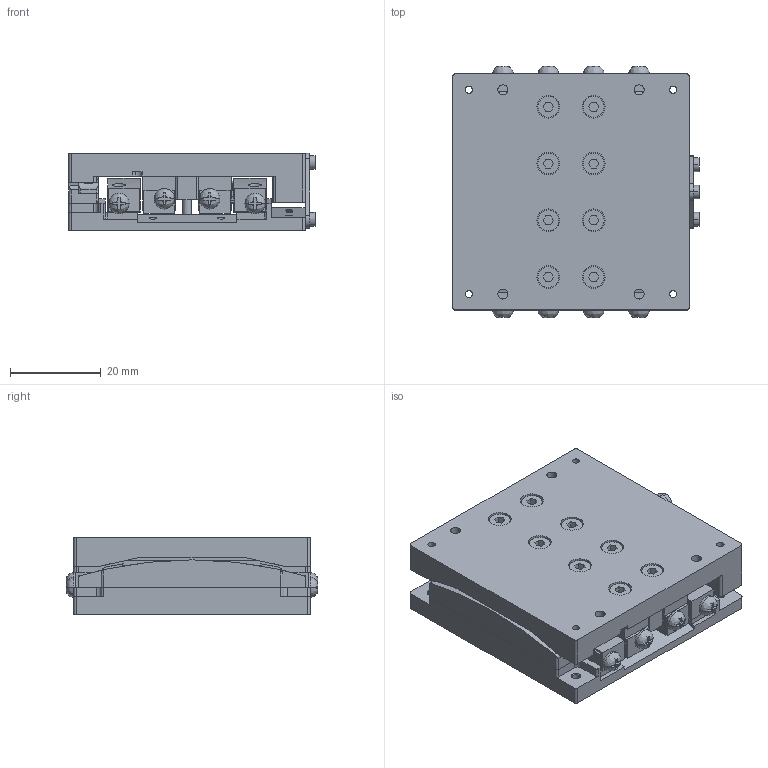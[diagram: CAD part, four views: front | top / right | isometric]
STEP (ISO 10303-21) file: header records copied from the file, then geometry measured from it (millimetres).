
FILE_DESCRIPTION (( 'STEP AP214' ), '1' );
FILE_NAME ('YGO77.5.STEP', '2026-01-20T02:10:32', ( '' ), ( '' ), 'SwSTEP 2.0', 'SolidWorks 2022', '' );
FILE_SCHEMA (( 'AUTOMOTIVE_DESIGN' ));
Length unit declared in the file: millimetre
Products named in the file (1): YGO77.5
Bounding box: 54.2 x 55.4 x 17 mm (x, y, z)
Volume: 37237 mm3; surface area: 30333.9 mm2
Topology: 40 solids, 40 shells, 1467 faces, 3636 edges, 2323 vertices
Faces by surface type: plane 732, cylinder 549, cone 154, bspline 16, sphere 8, torus 8
Entity records: 61416 total; most frequent: CARTESIAN_POINT 9325, DIRECTION 7506, ORIENTED_EDGE 7228, EDGE_CURVE 3614, AXIS2_PLACEMENT_3D 2690, VERTEX_POINT 2323, VECTOR 2126, LINE 2126
